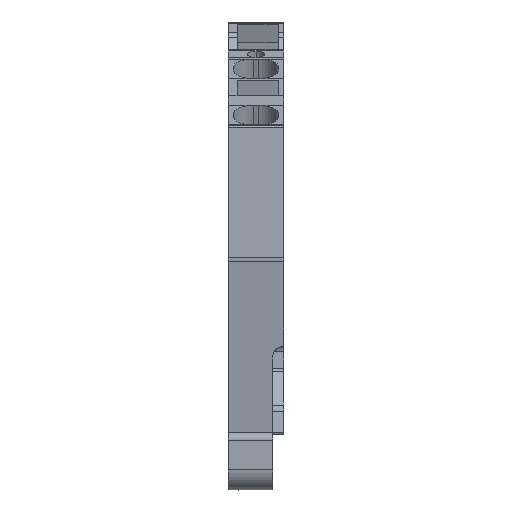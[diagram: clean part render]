
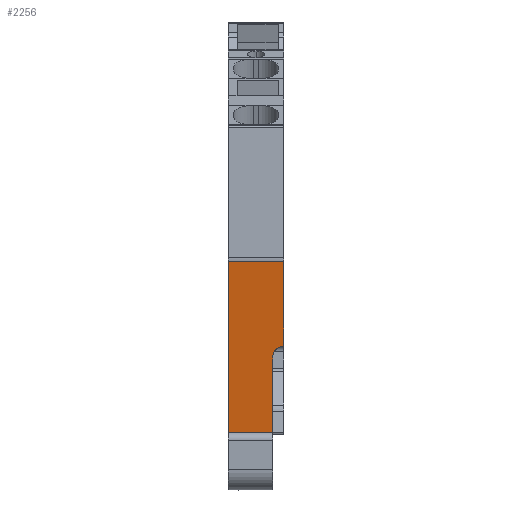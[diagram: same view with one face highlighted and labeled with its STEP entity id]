
A CAD part, front view. The second image highlights one B-rep face of the part: STEP entity #2256.
In plain terms, the highlighted planar face has unit normal (0, -0.986, -0.168).
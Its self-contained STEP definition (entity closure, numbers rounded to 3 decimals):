
#2205=AXIS2_PLACEMENT_3D('Plane Axis2P3D',#2202,#2203,#2204) ;
#2141=CARTESIAN_POINT('Vertex',(5.1,1.362,13.292)) ;
#2145=CARTESIAN_POINT('Control Point',(5.1,1.362,13.292)) ;
#2146=CARTESIAN_POINT('Control Point',(4.704,1.362,13.292)) ;
#2147=CARTESIAN_POINT('Control Point',(4.305,1.398,13.078)) ;
#2148=CARTESIAN_POINT('Control Point',(4.1,1.466,12.682)) ;
#2149=CARTESIAN_POINT('Control Point',(4.1,1.532,12.292)) ;
#2150=CARTESIAN_POINT('Vertex',(4.1,1.532,12.292)) ;
#2202=CARTESIAN_POINT('Axis2P3D Location',(0.,0.027,21.128)) ;
#2207=CARTESIAN_POINT('Line Origine',(0.,1.542,12.236)) ;
#2211=CARTESIAN_POINT('Vertex',(0.,3.057,3.344)) ;
#2213=CARTESIAN_POINT('Vertex',(0.,0.027,21.128)) ;
#2216=CARTESIAN_POINT('Line Origine',(0.5,3.057,3.344)) ;
#2220=CARTESIAN_POINT('Vertex',(1.,3.057,3.344)) ;
#2223=CARTESIAN_POINT('Line Origine',(2.55,3.057,3.344)) ;
#2227=CARTESIAN_POINT('Vertex',(4.1,3.057,3.344)) ;
#2230=CARTESIAN_POINT('Line Origine',(4.1,2.295,7.818)) ;
#2235=CARTESIAN_POINT('Line Origine',(5.1,0.694,17.21)) ;
#2239=CARTESIAN_POINT('Vertex',(5.1,0.027,21.128)) ;
#2242=CARTESIAN_POINT('Line Origine',(2.55,0.027,21.128)) ;
#2203=DIRECTION('Axis2P3D Direction',(0.,0.986,0.168)) ;
#2204=DIRECTION('Axis2P3D XDirection',(0.,0.168,-0.986)) ;
#2208=DIRECTION('Vector Direction',(0.,0.168,-0.986)) ;
#2217=DIRECTION('Vector Direction',(-1.,0.,0.)) ;
#2224=DIRECTION('Vector Direction',(-1.,0.,0.)) ;
#2231=DIRECTION('Vector Direction',(0.,0.168,-0.986)) ;
#2236=DIRECTION('Vector Direction',(0.,0.168,-0.986)) ;
#2243=DIRECTION('Vector Direction',(-1.,0.,0.)) ;
#2209=VECTOR('Line Direction',#2208,1.) ;
#2218=VECTOR('Line Direction',#2217,1.) ;
#2225=VECTOR('Line Direction',#2224,1.) ;
#2232=VECTOR('Line Direction',#2231,1.) ;
#2237=VECTOR('Line Direction',#2236,1.) ;
#2244=VECTOR('Line Direction',#2243,1.) ;
#2248=ORIENTED_EDGE('',*,*,#2215,.F.) ;
#2249=ORIENTED_EDGE('',*,*,#2222,.F.) ;
#2250=ORIENTED_EDGE('',*,*,#2229,.T.) ;
#2251=ORIENTED_EDGE('',*,*,#2234,.T.) ;
#2252=ORIENTED_EDGE('',*,*,#2152,.F.) ;
#2253=ORIENTED_EDGE('',*,*,#2241,.T.) ;
#2254=ORIENTED_EDGE('',*,*,#2246,.T.) ;
#2256=ADVANCED_FACE('KLTR',(#2255),#2206,.F.) ;
#2144=B_SPLINE_CURVE_WITH_KNOTS('',4,(#2145,#2146,#2147,#2148,#2149),.UNSPECIFIED.,.F.,.U.,(5,5),(0.,2.237),.UNSPECIFIED.) ;
#2152=EDGE_CURVE('',#2142,#2151,#2144,.T.) ;
#2215=EDGE_CURVE('',#2212,#2214,#2210,.F.) ;
#2222=EDGE_CURVE('',#2221,#2212,#2219,.T.) ;
#2229=EDGE_CURVE('',#2221,#2228,#2226,.F.) ;
#2234=EDGE_CURVE('',#2228,#2151,#2233,.F.) ;
#2241=EDGE_CURVE('',#2142,#2240,#2238,.F.) ;
#2246=EDGE_CURVE('',#2240,#2214,#2245,.T.) ;
#2247=EDGE_LOOP('',(#2248,#2249,#2250,#2251,#2252,#2253,#2254)) ;
#2255=FACE_OUTER_BOUND('',#2247,.T.) ;
#2210=LINE('Line',#2207,#2209) ;
#2219=LINE('Line',#2216,#2218) ;
#2226=LINE('Line',#2223,#2225) ;
#2233=LINE('Line',#2230,#2232) ;
#2238=LINE('Line',#2235,#2237) ;
#2245=LINE('Line',#2242,#2244) ;
#2206=PLANE('',#2205) ;
#2142=VERTEX_POINT('',#2141) ;
#2151=VERTEX_POINT('',#2150) ;
#2212=VERTEX_POINT('',#2211) ;
#2214=VERTEX_POINT('',#2213) ;
#2221=VERTEX_POINT('',#2220) ;
#2228=VERTEX_POINT('',#2227) ;
#2240=VERTEX_POINT('',#2239) ;
